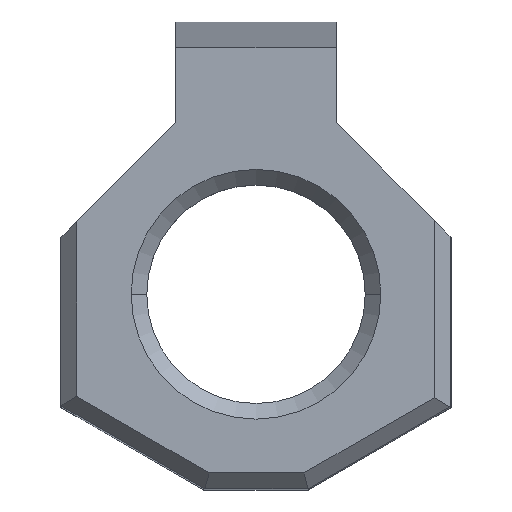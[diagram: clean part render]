
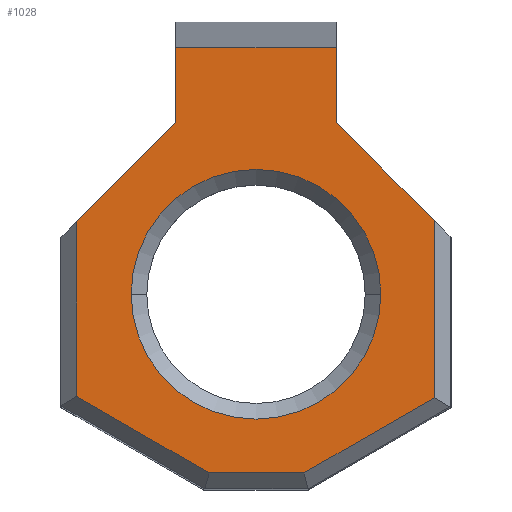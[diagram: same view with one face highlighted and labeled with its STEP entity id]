
A CAD part, top view. The second image highlights one B-rep face of the part: STEP entity #1028.
In plain terms, the highlighted planar face has unit normal (0, 0, 1).
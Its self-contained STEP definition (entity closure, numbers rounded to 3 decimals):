
#6 = EDGE_CURVE ( 'NONE', #612, #126, #286, .T. ) ;
#7 = DIRECTION ( 'NONE',  ( 0.866, -0.5, 0. ) ) ;
#9 = CARTESIAN_POINT ( 'NONE',  ( 0.614, 0.21, 6.5 ) ) ;
#34 = AXIS2_PLACEMENT_3D ( 'NONE', #818, #1247, #287 ) ;
#39 = EDGE_LOOP ( 'NONE', ( #365, #275, #351, #1166, #1345, #133, #1113, #620, #654, #608 ) ) ;
#41 = LINE ( 'NONE', #441, #302 ) ;
#53 = VERTEX_POINT ( 'NONE', #495 ) ;
#64 = ORIENTED_EDGE ( 'NONE', *, *, #1071, .T. ) ;
#74 = CARTESIAN_POINT ( 'NONE',  ( -1.03, 4.7, 6.5 ) ) ;
#77 = DIRECTION ( 'NONE',  ( 1., 0., 0. ) ) ;
#97 = CIRCLE ( 'NONE', #243, 1.6 ) ;
#98 = CARTESIAN_POINT ( 'NONE',  ( 1.6, 2.5, 6.5 ) ) ;
#103 = VERTEX_POINT ( 'NONE', #9 ) ;
#124 = DIRECTION ( 'NONE',  ( 1., 0., 0. ) ) ;
#126 = VERTEX_POINT ( 'NONE', #941 ) ;
#133 = ORIENTED_EDGE ( 'NONE', *, *, #559, .T. ) ;
#155 = VERTEX_POINT ( 'NONE', #1054 ) ;
#162 = VECTOR ( 'NONE', #601, 1000. ) ;
#178 = DIRECTION ( 'NONE',  ( -1., 0., 0. ) ) ;
#183 = VECTOR ( 'NONE', #178, 1000. ) ;
#197 = CARTESIAN_POINT ( 'NONE',  ( 1.03, 4.7, 6.5 ) ) ;
#199 = VERTEX_POINT ( 'NONE', #965 ) ;
#213 = VECTOR ( 'NONE', #1061, 1000. ) ;
#218 = LINE ( 'NONE', #631, #213 ) ;
#223 = PLANE ( 'NONE',  #1173 ) ;
#243 = AXIS2_PLACEMENT_3D ( 'NONE', #1300, #340, #765 ) ;
#254 = DIRECTION ( 'NONE',  ( 0.866, 0.5, 0. ) ) ;
#255 = EDGE_CURVE ( 'NONE', #53, #612, #41, .T. ) ;
#275 = ORIENTED_EDGE ( 'NONE', *, *, #1213, .T. ) ;
#286 = LINE ( 'NONE', #706, #1103 ) ;
#287 = DIRECTION ( 'NONE',  ( 1., 0., 0. ) ) ;
#302 = VECTOR ( 'NONE', #878, 1000. ) ;
#319 = CARTESIAN_POINT ( 'NONE',  ( -2.5, 3.23, 6.5 ) ) ;
#340 = DIRECTION ( 'NONE',  ( 0., 0., -1. ) ) ;
#348 = VECTOR ( 'NONE', #744, 1000. ) ;
#351 = ORIENTED_EDGE ( 'NONE', *, *, #850, .T. ) ;
#365 = ORIENTED_EDGE ( 'NONE', *, *, #1317, .T. ) ;
#435 = VERTEX_POINT ( 'NONE', #581 ) ;
#441 = CARTESIAN_POINT ( 'NONE',  ( 2.285, 3.245, 6.5 ) ) ;
#482 = DIRECTION ( 'NONE',  ( 0., -1., 0. ) ) ;
#488 = CARTESIAN_POINT ( 'NONE',  ( -1.03, 5.659, 6.5 ) ) ;
#491 = VECTOR ( 'NONE', #254, 1000. ) ;
#495 = CARTESIAN_POINT ( 'NONE',  ( 2.285, 1.174, 6.5 ) ) ;
#505 = LINE ( 'NONE', #935, #1350 ) ;
#512 = CARTESIAN_POINT ( 'NONE',  ( 2.285, 3.445, 6.5 ) ) ;
#517 = CARTESIAN_POINT ( 'NONE',  ( -2.3, 1.191, 6.5 ) ) ;
#544 = VERTEX_POINT ( 'NONE', #98 ) ;
#559 = EDGE_CURVE ( 'NONE', #636, #1202, #505, .T. ) ;
#564 = ORIENTED_EDGE ( 'NONE', *, *, #876, .T. ) ;
#581 = CARTESIAN_POINT ( 'NONE',  ( 1.03, 5.659, 6.5 ) ) ;
#582 = LINE ( 'NONE', #1012, #866 ) ;
#601 = DIRECTION ( 'NONE',  ( 0., 1., 0. ) ) ;
#608 = ORIENTED_EDGE ( 'NONE', *, *, #6, .T. ) ;
#612 = VERTEX_POINT ( 'NONE', #512 ) ;
#620 = ORIENTED_EDGE ( 'NONE', *, *, #813, .T. ) ;
#628 = EDGE_LOOP ( 'NONE', ( #564, #64 ) ) ;
#630 = CIRCLE ( 'NONE', #34, 1.6 ) ;
#631 = CARTESIAN_POINT ( 'NONE',  ( -2.3, 1.074, 6.5 ) ) ;
#634 = CARTESIAN_POINT ( 'NONE',  ( 0., 0., 6.5 ) ) ;
#636 = VERTEX_POINT ( 'NONE', #517 ) ;
#654 = ORIENTED_EDGE ( 'NONE', *, *, #255, .T. ) ;
#660 = EDGE_CURVE ( 'NONE', #155, #199, #1279, .T. ) ;
#663 = EDGE_CURVE ( 'NONE', #199, #636, #218, .T. ) ;
#697 = LINE ( 'NONE', #1128, #183 ) ;
#706 = CARTESIAN_POINT ( 'NONE',  ( 2.5, 3.23, 6.5 ) ) ;
#744 = DIRECTION ( 'NONE',  ( -0.707, -0.707, 0. ) ) ;
#749 = FACE_BOUND ( 'NONE', #628, .T. ) ;
#765 = DIRECTION ( 'NONE',  ( 1., 0., 0. ) ) ;
#785 = LINE ( 'NONE', #1215, #491 ) ;
#813 = EDGE_CURVE ( 'NONE', #103, #53, #785, .T. ) ;
#818 = CARTESIAN_POINT ( 'NONE',  ( 0., 2.5, 6.5 ) ) ;
#850 = EDGE_CURVE ( 'NONE', #1246, #155, #1008, .T. ) ;
#866 = VECTOR ( 'NONE', #77, 1000. ) ;
#876 = EDGE_CURVE ( 'NONE', #544, #1064, #630, .T. ) ;
#878 = DIRECTION ( 'NONE',  ( 0., 1., 0. ) ) ;
#935 = CARTESIAN_POINT ( 'NONE',  ( -0.554, 0.183, 6.5 ) ) ;
#941 = CARTESIAN_POINT ( 'NONE',  ( 1.03, 4.7, 6.5 ) ) ;
#965 = CARTESIAN_POINT ( 'NONE',  ( -2.3, 3.43, 6.5 ) ) ;
#966 = CARTESIAN_POINT ( 'NONE',  ( -1.6, 2.5, 6.5 ) ) ;
#1008 = LINE ( 'NONE', #74, #1314 ) ;
#1012 = CARTESIAN_POINT ( 'NONE',  ( 0.668, 0.21, 6.5 ) ) ;
#1028 = ADVANCED_FACE ( 'NONE', ( #749, #1177 ), #223, .T. ) ;
#1054 = CARTESIAN_POINT ( 'NONE',  ( -1.03, 4.7, 6.5 ) ) ;
#1061 = DIRECTION ( 'NONE',  ( 0., -1., 0. ) ) ;
#1064 = VERTEX_POINT ( 'NONE', #966 ) ;
#1066 = DIRECTION ( 'NONE',  ( 0., 0., 1. ) ) ;
#1071 = EDGE_CURVE ( 'NONE', #1064, #544, #97, .T. ) ;
#1103 = VECTOR ( 'NONE', #1135, 1000. ) ;
#1113 = ORIENTED_EDGE ( 'NONE', *, *, #1217, .T. ) ;
#1120 = CARTESIAN_POINT ( 'NONE',  ( -0.6, 0.21, 6.5 ) ) ;
#1128 = CARTESIAN_POINT ( 'NONE',  ( 0., 5.659, 6.5 ) ) ;
#1135 = DIRECTION ( 'NONE',  ( -0.707, 0.707, 0. ) ) ;
#1143 = LINE ( 'NONE', #197, #162 ) ;
#1166 = ORIENTED_EDGE ( 'NONE', *, *, #660, .T. ) ;
#1173 = AXIS2_PLACEMENT_3D ( 'NONE', #634, #1066, #124 ) ;
#1177 = FACE_OUTER_BOUND ( 'NONE', #39, .T. ) ;
#1202 = VERTEX_POINT ( 'NONE', #1120 ) ;
#1213 = EDGE_CURVE ( 'NONE', #435, #1246, #697, .T. ) ;
#1215 = CARTESIAN_POINT ( 'NONE',  ( 2.384, 1.232, 6.5 ) ) ;
#1217 = EDGE_CURVE ( 'NONE', #1202, #103, #582, .T. ) ;
#1246 = VERTEX_POINT ( 'NONE', #488 ) ;
#1247 = DIRECTION ( 'NONE',  ( 0., 0., -1. ) ) ;
#1279 = LINE ( 'NONE', #319, #348 ) ;
#1300 = CARTESIAN_POINT ( 'NONE',  ( 0., 2.5, 6.5 ) ) ;
#1314 = VECTOR ( 'NONE', #482, 1000. ) ;
#1317 = EDGE_CURVE ( 'NONE', #126, #435, #1143, .T. ) ;
#1345 = ORIENTED_EDGE ( 'NONE', *, *, #663, .T. ) ;
#1350 = VECTOR ( 'NONE', #7, 1000. ) ;
